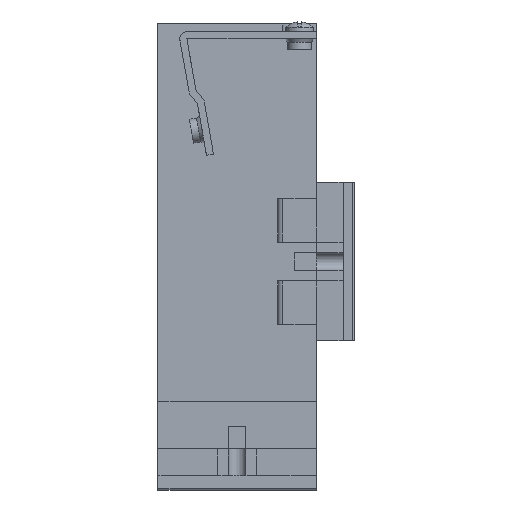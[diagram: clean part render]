
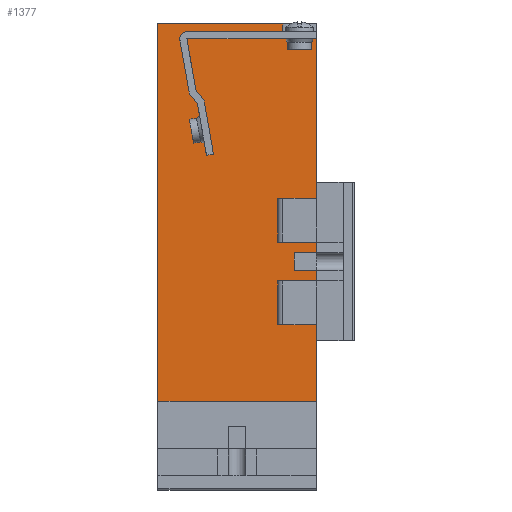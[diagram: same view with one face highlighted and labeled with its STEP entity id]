
A CAD part, front view. The second image highlights one B-rep face of the part: STEP entity #1377.
In plain terms, the highlighted planar face has unit normal (0, -1, 0).
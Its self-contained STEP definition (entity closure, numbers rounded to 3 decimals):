
#1377 = ADVANCED_FACE( '', ( #3237, #3238 ), #3239, .F. );
#3237 = FACE_OUTER_BOUND( '', #5878, .T. );
#3238 = FACE_BOUND( '', #5879, .T. );
#3239 = PLANE( '', #5880 );
#5878 = EDGE_LOOP( '', ( #9804, #9805, #9806, #9807, #9808, #9809, #9810, #9811, #9812, #9813, #9814, #9815, #9816, #9817, #9818 ) );
#5879 = EDGE_LOOP( '', ( #9819, #9820, #9821, #9822 ) );
#5880 = AXIS2_PLACEMENT_3D( '', #9823, #9824, #9825 );
#9804 = ORIENTED_EDGE( '', *, *, #16590, .F. );
#9805 = ORIENTED_EDGE( '', *, *, #16591, .F. );
#9806 = ORIENTED_EDGE( '', *, *, #16592, .F. );
#9807 = ORIENTED_EDGE( '', *, *, #16325, .T. );
#9808 = ORIENTED_EDGE( '', *, *, #16593, .F. );
#9809 = ORIENTED_EDGE( '', *, *, #15552, .F. );
#9810 = ORIENTED_EDGE( '', *, *, #16594, .F. );
#9811 = ORIENTED_EDGE( '', *, *, #16595, .F. );
#9812 = ORIENTED_EDGE( '', *, *, #16596, .T. );
#9813 = ORIENTED_EDGE( '', *, *, #16597, .T. );
#9814 = ORIENTED_EDGE( '', *, *, #16598, .T. );
#9815 = ORIENTED_EDGE( '', *, *, #16599, .T. );
#9816 = ORIENTED_EDGE( '', *, *, #16600, .F. );
#9817 = ORIENTED_EDGE( '', *, *, #16601, .F. );
#9818 = ORIENTED_EDGE( '', *, *, #16602, .T. );
#9819 = ORIENTED_EDGE( '', *, *, #16603, .F. );
#9820 = ORIENTED_EDGE( '', *, *, #15935, .F. );
#9821 = ORIENTED_EDGE( '', *, *, #16604, .F. );
#9822 = ORIENTED_EDGE( '', *, *, #16089, .F. );
#9823 = CARTESIAN_POINT( '', ( 22.5, 1.465, 124.2 ) );
#9824 = DIRECTION( '', ( 0., 1., 0. ) );
#9825 = DIRECTION( '', ( 0., 0., 1. ) );
#15552 = EDGE_CURVE( '', #18708, #18709, #18710, .T. );
#15935 = EDGE_CURVE( '', #19382, #19383, #19384, .T. );
#16089 = EDGE_CURVE( '', #19637, #19638, #19639, .T. );
#16325 = EDGE_CURVE( '', #20032, #20033, #20034, .T. );
#16590 = EDGE_CURVE( '', #20462, #20463, #20464, .T. );
#16591 = EDGE_CURVE( '', #20465, #20462, #20466, .T. );
#16592 = EDGE_CURVE( '', #20032, #20465, #20467, .T. );
#16593 = EDGE_CURVE( '', #18709, #20033, #20468, .T. );
#16594 = EDGE_CURVE( '', #20469, #18708, #20470, .T. );
#16595 = EDGE_CURVE( '', #20471, #20469, #20472, .T. );
#16596 = EDGE_CURVE( '', #20471, #20473, #20474, .T. );
#16597 = EDGE_CURVE( '', #20473, #20475, #20476, .T. );
#16598 = EDGE_CURVE( '', #20475, #20477, #20478, .T. );
#16599 = EDGE_CURVE( '', #20477, #20479, #20480, .T. );
#16600 = EDGE_CURVE( '', #20481, #20479, #20482, .T. );
#16601 = EDGE_CURVE( '', #20483, #20481, #20484, .T. );
#16602 = EDGE_CURVE( '', #20483, #20463, #20485, .T. );
#16603 = EDGE_CURVE( '', #19383, #19637, #20486, .T. );
#16604 = EDGE_CURVE( '', #19638, #19382, #20487, .T. );
#18708 = VERTEX_POINT( '', #23367 );
#18709 = VERTEX_POINT( '', #23368 );
#18710 = LINE( '', #23369, #23370 );
#19382 = VERTEX_POINT( '', #24354 );
#19383 = VERTEX_POINT( '', #24355 );
#19384 = LINE( '', #24356, #24357 );
#19637 = VERTEX_POINT( '', #24756 );
#19638 = VERTEX_POINT( '', #24757 );
#19639 = LINE( '', #24758, #24759 );
#20032 = VERTEX_POINT( '', #25330 );
#20033 = VERTEX_POINT( '', #25331 );
#20034 = LINE( '', #25332, #25333 );
#20462 = VERTEX_POINT( '', #25954 );
#20463 = VERTEX_POINT( '', #25955 );
#20464 = LINE( '', #25956, #25957 );
#20465 = VERTEX_POINT( '', #25958 );
#20466 = LINE( '', #25959, #25960 );
#20467 = LINE( '', #25961, #25962 );
#20468 = LINE( '', #25963, #25964 );
#20469 = VERTEX_POINT( '', #25965 );
#20470 = LINE( '', #25966, #25967 );
#20471 = VERTEX_POINT( '', #25968 );
#20472 = LINE( '', #25969, #25970 );
#20473 = VERTEX_POINT( '', #25971 );
#20474 = LINE( '', #25972, #25973 );
#20475 = VERTEX_POINT( '', #25974 );
#20476 = LINE( '', #25975, #25976 );
#20477 = VERTEX_POINT( '', #25977 );
#20478 = LINE( '', #25978, #25979 );
#20479 = VERTEX_POINT( '', #25980 );
#20480 = LINE( '', #25981, #25982 );
#20481 = VERTEX_POINT( '', #25983 );
#20482 = LINE( '', #25984, #25985 );
#20483 = VERTEX_POINT( '', #25986 );
#20484 = LINE( '', #25987, #25988 );
#20485 = LINE( '', #25989, #25990 );
#20486 = LINE( '', #25991, #25992 );
#20487 = LINE( '', #25993, #25994 );
#23367 = CARTESIAN_POINT( '', ( 22.5, 1.465, 74.7 ) );
#23368 = CARTESIAN_POINT( '', ( 11.5, 1.465, 74.7 ) );
#23369 = CARTESIAN_POINT( '', ( 22.5, 1.465, 74.7 ) );
#23370 = VECTOR( '', #29911, 1000. );
#24354 = CARTESIAN_POINT( '', ( 16.2, 1.465, 59.2 ) );
#24355 = CARTESIAN_POINT( '', ( 16.2, 1.465, 54.2 ) );
#24356 = CARTESIAN_POINT( '', ( 16.2, 1.465, 124.2 ) );
#24357 = VECTOR( '', #30237, 1000. );
#24756 = CARTESIAN_POINT( '', ( 20.1, 1.465, 54.2 ) );
#24757 = CARTESIAN_POINT( '', ( 20.1, 1.465, 59.2 ) );
#24758 = CARTESIAN_POINT( '', ( 20.1, 1.465, 124.2 ) );
#24759 = VECTOR( '', #30363, 1000. );
#25330 = CARTESIAN_POINT( '', ( 22.5, 1.465, 62.2 ) );
#25331 = CARTESIAN_POINT( '', ( 11.5, 1.465, 62.2 ) );
#25332 = CARTESIAN_POINT( '', ( 22.5, 1.465, 62.2 ) );
#25333 = VECTOR( '', #30572, 1000. );
#25954 = CARTESIAN_POINT( '', ( 11.5, 1.465, 51.2 ) );
#25955 = CARTESIAN_POINT( '', ( 11.5, 1.465, 38.7 ) );
#25956 = CARTESIAN_POINT( '', ( 11.5, 1.465, 51.2 ) );
#25957 = VECTOR( '', #30802, 1000. );
#25958 = CARTESIAN_POINT( '', ( 22.5, 1.465, 51.2 ) );
#25959 = CARTESIAN_POINT( '', ( 22.5, 1.465, 51.2 ) );
#25960 = VECTOR( '', #30803, 1000. );
#25961 = CARTESIAN_POINT( '', ( 22.5, 1.465, 124.2 ) );
#25962 = VECTOR( '', #30804, 1000. );
#25963 = CARTESIAN_POINT( '', ( 11.5, 1.465, 74.7 ) );
#25964 = VECTOR( '', #30805, 1000. );
#25965 = CARTESIAN_POINT( '', ( 22.5, 1.465, 120. ) );
#25966 = CARTESIAN_POINT( '', ( 22.5, 1.465, 124.2 ) );
#25967 = VECTOR( '', #30806, 1000. );
#25968 = CARTESIAN_POINT( '', ( 12.9, 1.465, 120. ) );
#25969 = CARTESIAN_POINT( '', ( 22.5, 1.465, 120. ) );
#25970 = VECTOR( '', #30807, 1000. );
#25971 = CARTESIAN_POINT( '', ( 12.9, 1.465, 122. ) );
#25972 = CARTESIAN_POINT( '', ( 12.9, 1.465, 124.2 ) );
#25973 = VECTOR( '', #30808, 1000. );
#25974 = CARTESIAN_POINT( '', ( 12.9, 1.465, 124.2 ) );
#25975 = CARTESIAN_POINT( '', ( 12.9, 1.465, 124.2 ) );
#25976 = VECTOR( '', #30809, 1000. );
#25977 = CARTESIAN_POINT( '', ( -22.5, 1.465, 124.2 ) );
#25978 = CARTESIAN_POINT( '', ( 22.5, 1.465, 124.2 ) );
#25979 = VECTOR( '', #30810, 1000. );
#25980 = CARTESIAN_POINT( '', ( -22.5, 1.465, 17.01 ) );
#25981 = CARTESIAN_POINT( '', ( -22.5, 1.465, 124.2 ) );
#25982 = VECTOR( '', #30811, 1000. );
#25983 = CARTESIAN_POINT( '', ( 22.5, 1.465, 17.01 ) );
#25984 = CARTESIAN_POINT( '', ( 22.5, 1.465, 17.01 ) );
#25985 = VECTOR( '', #30812, 1000. );
#25986 = CARTESIAN_POINT( '', ( 22.5, 1.465, 38.7 ) );
#25987 = CARTESIAN_POINT( '', ( 22.5, 1.465, 124.2 ) );
#25988 = VECTOR( '', #30813, 1000. );
#25989 = CARTESIAN_POINT( '', ( 22.5, 1.465, 38.7 ) );
#25990 = VECTOR( '', #30814, 1000. );
#25991 = CARTESIAN_POINT( '', ( 22.5, 1.465, 54.2 ) );
#25992 = VECTOR( '', #30815, 1000. );
#25993 = CARTESIAN_POINT( '', ( 22.5, 1.465, 59.2 ) );
#25994 = VECTOR( '', #30816, 1000. );
#29911 = DIRECTION( '', ( -1., 0., 0. ) );
#30237 = DIRECTION( '', ( 0., 0., -1. ) );
#30363 = DIRECTION( '', ( 0., 0., 1. ) );
#30572 = DIRECTION( '', ( -1., 0., 0. ) );
#30802 = DIRECTION( '', ( 0., 0., -1. ) );
#30803 = DIRECTION( '', ( -1., 0., 0. ) );
#30804 = DIRECTION( '', ( 0., 0., -1. ) );
#30805 = DIRECTION( '', ( 0., 0., -1. ) );
#30806 = DIRECTION( '', ( 0., 0., -1. ) );
#30807 = DIRECTION( '', ( 1., 0., 0. ) );
#30808 = DIRECTION( '', ( 0., 0., 1. ) );
#30809 = DIRECTION( '', ( 0., 0., 1. ) );
#30810 = DIRECTION( '', ( -1., 0., 0. ) );
#30811 = DIRECTION( '', ( 0., 0., -1. ) );
#30812 = DIRECTION( '', ( -1., 0., 0. ) );
#30813 = DIRECTION( '', ( 0., 0., -1. ) );
#30814 = DIRECTION( '', ( -1., 0., 0. ) );
#30815 = DIRECTION( '', ( 1., 0., 0. ) );
#30816 = DIRECTION( '', ( -1., 0., 0. ) );
